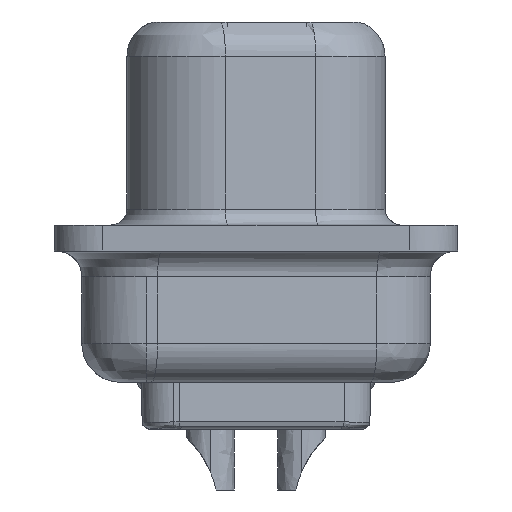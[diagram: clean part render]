
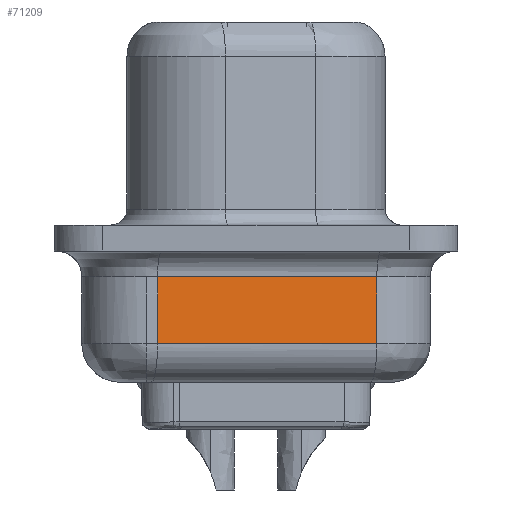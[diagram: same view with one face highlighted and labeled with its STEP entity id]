
A CAD part, left-side view. The second image highlights one B-rep face of the part: STEP entity #71209.
In plain terms, the highlighted free-form (B-spline) face has degree [1, 1] with [2, 2] control points.
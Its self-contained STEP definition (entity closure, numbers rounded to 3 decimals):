
#31831=CARTESIAN_POINT('V6322',(-20.62,
   3.053,-3.27));
#31832=VERTEX_POINT('V6322',#31831);
#32340=CARTESIAN_POINT('V6316',(-20.62,
   3.053,-1.2));
#32341=VERTEX_POINT('V6316',#32340);
#32446=CARTESIAN_POINT('V6311',(-19.421,
   -3.747,-1.2));
#32447=VERTEX_POINT('V6311',#32446);
#32461=CARTESIAN_POINT('E726',(-20.62,3.053,
   -1.2));
#32462=CARTESIAN_POINT('E726',(-19.421,
   -3.747,-1.2));
#32463=QUASI_UNIFORM_CURVE('E726',1,(#32461,#32462),.POLYLINE_FORM.,
   .F.,.U.);
#32464=EDGE_CURVE('E726',#32341,#32447,#32463,.T.);
#71178=CARTESIAN_POINT('E740',(-20.62,3.053,
   -3.27));
#71179=CARTESIAN_POINT('E740',(-20.62,3.053,
   -1.2));
#71180=QUASI_UNIFORM_CURVE('E740',1,(#71178,#71179),.POLYLINE_FORM.,
   .F.,.U.);
#71181=EDGE_CURVE('E740',#31832,#32341,#71180,.T.);
#71188=CARTESIAN_POINT('F266',(-19.361,
   -4.087,-1.097));
#71189=CARTESIAN_POINT('F266',(-20.68,3.393,
   -1.097));
#71190=CARTESIAN_POINT('F266',(-19.361,
   -4.087,-3.374));
#71191=CARTESIAN_POINT('F266',(-20.68,3.393,
   -3.374));
#71192=B_SPLINE_SURFACE_WITH_KNOTS('F266',1,1,((#71188,#71190),(
   #71189,#71191)),.PLANE_SURF.,.F.,.F.,.U.,(2,2),(2,2),(0.0,
   3.336),(0.0,1.0),.UNSPECIFIED.);
#71193=ORIENTED_EDGE('E726',*,*,#32464,.T.);
#71194=CARTESIAN_POINT('V6317',(-19.421,
   -3.747,-3.27));
#71195=VERTEX_POINT('V6317',#71194);
#71196=CARTESIAN_POINT('E727',(-19.421,
   -3.747,-1.2));
#71197=CARTESIAN_POINT('E727',(-19.421,
   -3.747,-3.27));
#71198=QUASI_UNIFORM_CURVE('E727',1,(#71196,#71197),.POLYLINE_FORM.,
   .F.,.U.);
#71199=EDGE_CURVE('E727',#32447,#71195,#71198,.T.);
#71200=ORIENTED_EDGE('E727',*,*,#71199,.T.);
#71201=CARTESIAN_POINT('E741',(-20.62,3.053,
   -3.27));
#71202=CARTESIAN_POINT('E741',(-19.421,
   -3.747,-3.27));
#71203=QUASI_UNIFORM_CURVE('E741',1,(#71201,#71202),.POLYLINE_FORM.,
   .F.,.U.);
#71204=EDGE_CURVE('E741',#31832,#71195,#71203,.T.);
#71205=ORIENTED_EDGE('E741',*,*,#71204,.F.);
#71206=ORIENTED_EDGE('E740',*,*,#71181,.T.);
#71207=EDGE_LOOP('F266',(#71193,#71200,#71205,#71206));
#71208=FACE_OUTER_BOUND('F266',#71207,.F.);
#71209=ADVANCED_FACE('F266',(#71208),#71192,.T.);
